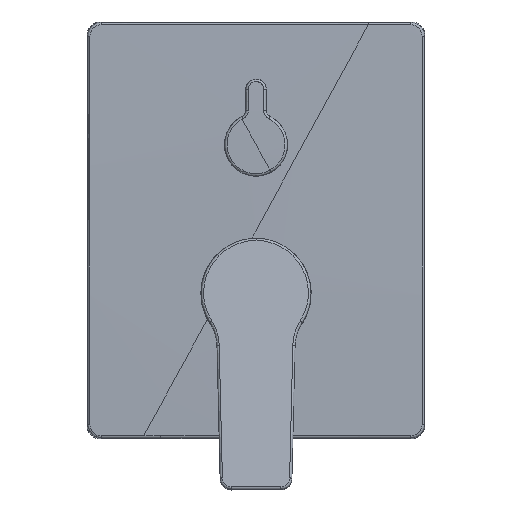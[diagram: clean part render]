
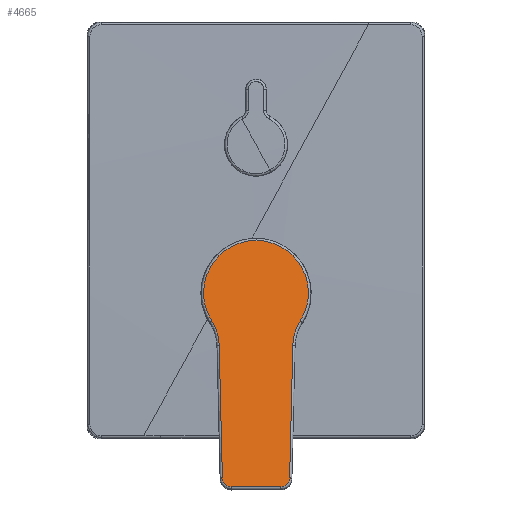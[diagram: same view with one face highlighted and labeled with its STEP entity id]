
A CAD part, top view. The second image highlights one B-rep face of the part: STEP entity #4665.
In plain terms, the highlighted planar face has unit normal (0, 0.174, 0.985).
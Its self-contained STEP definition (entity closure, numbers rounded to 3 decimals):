
#191 = VECTOR ( 'NONE', #2903, 1000. ) ;
#215 = CARTESIAN_POINT ( 'NONE',  ( 14.927, -109.989, 81.76 ) ) ;
#255 = DIRECTION ( 'NONE',  ( 1., -0.023, 0.004 ) ) ;
#306 = EDGE_CURVE ( 'NONE', #5058, #3948, #7614, .T. ) ;
#333 = B_SPLINE_CURVE_WITH_KNOTS ( 'NONE', 5,
 ( #3090, #3060, #5553, #7473, #4871, #4372, #3735, #2350, #1097 ),
 .UNSPECIFIED., .F., .F.,
 ( 6, 3, 6 ),
 ( 0., 0.916, 1. ),
 .UNSPECIFIED. ) ;
#528 = B_SPLINE_CURVE_WITH_KNOTS ( 'NONE', 5,
 ( #6070, #2372, #2342, #3635, #5460, #2965, #4216, #1116, #2432 ),
 .UNSPECIFIED., .F., .F.,
 ( 6, 3, 6 ),
 ( 0., 0.916, 1. ),
 .UNSPECIFIED. ) ;
#566 = ORIENTED_EDGE ( 'NONE', *, *, #5747, .T. ) ;
#692 = ORIENTED_EDGE ( 'NONE', *, *, #5757, .F. ) ;
#735 = EDGE_CURVE ( 'NONE', #5636, #2977, #860, .T. ) ;
#766 = ORIENTED_EDGE ( 'NONE', *, *, #6003, .F. ) ;
#857 = VERTEX_POINT ( 'NONE', #6103 ) ;
#860 = CIRCLE ( 'NONE', #7660, 4. ) ;
#900 = DIRECTION ( 'NONE',  ( -1., 0., 0. ) ) ;
#962 = ORIENTED_EDGE ( 'NONE', *, *, #306, .F. ) ;
#1097 = CARTESIAN_POINT ( 'NONE',  ( 16.329, -51.094, 71.375 ) ) ;
#1115 = AXIS2_PLACEMENT_3D ( 'NONE', #4049, #5861, #5886 ) ;
#1116 = CARTESIAN_POINT ( 'NONE',  ( -16.334, -50.903, 71.341 ) ) ;
#1470 = LINE ( 'NONE', #4047, #2920 ) ;
#1482 =( BOUNDED_CURVE ( )  B_SPLINE_CURVE ( 3, ( #4673, #7859, #7918, #4125 ),
 .UNSPECIFIED., .F., .F. ) 
 B_SPLINE_CURVE_WITH_KNOTS ( ( 4, 4 ),
 ( 6.283, 8.421 ),
 .UNSPECIFIED. ) 
 CURVE ( )  GEOMETRIC_REPRESENTATION_ITEM ( )  RATIONAL_B_SPLINE_CURVE ( ( 1., 0.654, 0.654, 1. ) ) 
 REPRESENTATION_ITEM ( '' )  );
#1594 = CARTESIAN_POINT ( 'NONE',  ( 15.628, -80.542, 76.567 ) ) ;
#1623 = CARTESIAN_POINT ( 'NONE',  ( -30.768, -22.791, 66.384 ) ) ;
#2077 = ORIENTED_EDGE ( 'NONE', *, *, #5101, .F. ) ;
#2142 = ORIENTED_EDGE ( 'NONE', *, *, #3893, .T. ) ;
#2342 = CARTESIAN_POINT ( 'NONE',  ( -17.58, -43.988, 70.122 ) ) ;
#2350 = CARTESIAN_POINT ( 'NONE',  ( 16.334, -50.903, 71.341 ) ) ;
#2372 = CARTESIAN_POINT ( 'NONE',  ( -18.484, -42.082, 69.786 ) ) ;
#2432 = CARTESIAN_POINT ( 'NONE',  ( -16.329, -51.094, 71.375 ) ) ;
#2570 = CARTESIAN_POINT ( 'NONE',  ( -10.928, -113.836, 82.438 ) ) ;
#2903 = DIRECTION ( 'NONE',  ( -0.023, -0.985, 0.174 ) ) ;
#2920 = VECTOR ( 'NONE', #3435, 1000. ) ;
#2965 = CARTESIAN_POINT ( 'NONE',  ( -16.349, -50.521, 71.274 ) ) ;
#2977 = VERTEX_POINT ( 'NONE', #2570 ) ;
#3006 = CARTESIAN_POINT ( 'NONE',  ( 19.61, -40.314, 69.474 ) ) ;
#3060 = CARTESIAN_POINT ( 'NONE',  ( 18.484, -42.082, 69.786 ) ) ;
#3090 = CARTESIAN_POINT ( 'NONE',  ( 19.61, -40.314, 69.474 ) ) ;
#3360 = PLANE ( 'NONE',  #1115 ) ;
#3368 = CARTESIAN_POINT ( 'NONE',  ( 10.928, -109.897, 81.743 ) ) ;
#3435 = DIRECTION ( 'NONE',  ( 0.023, -0.985, 0.174 ) ) ;
#3635 = CARTESIAN_POINT ( 'NONE',  ( -16.921, -45.994, 70.476 ) ) ;
#3644 = EDGE_LOOP ( 'NONE', ( #566, #4981, #2142, #3988, #2077, #962, #692, #766, #6372 ) ) ;
#3698 = VERTEX_POINT ( 'NONE', #7051 ) ;
#3735 = CARTESIAN_POINT ( 'NONE',  ( 16.341, -50.712, 71.308 ) ) ;
#3893 = EDGE_CURVE ( 'NONE', #857, #5636, #1470, .T. ) ;
#3948 = VERTEX_POINT ( 'NONE', #7808 ) ;
#3988 = ORIENTED_EDGE ( 'NONE', *, *, #735, .T. ) ;
#4047 = CARTESIAN_POINT ( 'NONE',  ( -15.628, -80.542, 76.567 ) ) ;
#4049 = CARTESIAN_POINT ( 'NONE',  ( 0., -22.211, 66.282 ) ) ;
#4118 = CARTESIAN_POINT ( 'NONE',  ( -19.61, -40.314, 69.474 ) ) ;
#4125 = CARTESIAN_POINT ( 'NONE',  ( 19.61, -40.314, 69.474 ) ) ;
#4176 = CARTESIAN_POINT ( 'NONE',  ( -20.774, -4.578, 63.173 ) ) ;
#4210 = LINE ( 'NONE', #7195, #6838 ) ;
#4216 = CARTESIAN_POINT ( 'NONE',  ( -16.341, -50.712, 71.308 ) ) ;
#4372 = CARTESIAN_POINT ( 'NONE',  ( 16.349, -50.521, 71.274 ) ) ;
#4665 = ADVANCED_FACE ( 'NONE', ( #6039 ), #3360, .T. ) ;
#4673 = CARTESIAN_POINT ( 'NONE',  ( 0., -4.578, 63.173 ) ) ;
#4705 = EDGE_CURVE ( 'NONE', #3698, #7586, #1482, .T. ) ;
#4803 = EDGE_CURVE ( 'NONE', #5179, #857, #528, .T. ) ;
#4871 = CARTESIAN_POINT ( 'NONE',  ( 16.481, -48.247, 70.873 ) ) ;
#4935 = CARTESIAN_POINT ( 'NONE',  ( 16.329, -51.094, 71.375 ) ) ;
#4965 = CARTESIAN_POINT ( 'NONE',  ( -14.927, -109.989, 81.76 ) ) ;
#4981 = ORIENTED_EDGE ( 'NONE', *, *, #4803, .T. ) ;
#5058 = VERTEX_POINT ( 'NONE', #215 ) ;
#5101 = EDGE_CURVE ( 'NONE', #3948, #2977, #4210, .T. ) ;
#5179 = VERTEX_POINT ( 'NONE', #4118 ) ;
#5422 = CARTESIAN_POINT ( 'NONE',  ( 0., -4.578, 63.173 ) ) ;
#5460 = CARTESIAN_POINT ( 'NONE',  ( -16.481, -48.247, 70.873 ) ) ;
#5553 = CARTESIAN_POINT ( 'NONE',  ( 17.58, -43.988, 70.122 ) ) ;
#5591 = DIRECTION ( 'NONE',  ( 0., 0.174, 0.985 ) ) ;
#5636 = VERTEX_POINT ( 'NONE', #4965 ) ;
#5747 = EDGE_CURVE ( 'NONE', #3698, #5179, #6484, .T. ) ;
#5757 = EDGE_CURVE ( 'NONE', #7503, #5058, #6031, .T. ) ;
#5861 = DIRECTION ( 'NONE',  ( 0., 0.174, 0.985 ) ) ;
#5886 = DIRECTION ( 'NONE',  ( 1., 0., 0. ) ) ;
#6003 = EDGE_CURVE ( 'NONE', #7586, #7503, #333, .T. ) ;
#6031 = LINE ( 'NONE', #1594, #191 ) ;
#6039 = FACE_OUTER_BOUND ( 'NONE', #3644, .T. ) ;
#6070 = CARTESIAN_POINT ( 'NONE',  ( -19.61, -40.314, 69.474 ) ) ;
#6103 = CARTESIAN_POINT ( 'NONE',  ( -16.329, -51.094, 71.375 ) ) ;
#6260 = DIRECTION ( 'NONE',  ( -1., -0.023, 0.004 ) ) ;
#6372 = ORIENTED_EDGE ( 'NONE', *, *, #4705, .F. ) ;
#6484 =( BOUNDED_CURVE ( )  B_SPLINE_CURVE ( 3, ( #5422, #4176, #1623, #7196 ),
 .UNSPECIFIED., .F., .F. ) 
 B_SPLINE_CURVE_WITH_KNOTS ( ( 4, 4 ),
 ( 3.142, 5.279 ),
 .UNSPECIFIED. ) 
 CURVE ( )  GEOMETRIC_REPRESENTATION_ITEM ( )  RATIONAL_B_SPLINE_CURVE ( ( 1., 0.654, 0.654, 1. ) ) 
 REPRESENTATION_ITEM ( '' )  );
#6838 = VECTOR ( 'NONE', #900, 1000. ) ;
#7051 = CARTESIAN_POINT ( 'NONE',  ( 0., -4.578, 63.173 ) ) ;
#7195 = CARTESIAN_POINT ( 'NONE',  ( 0., -113.836, 82.438 ) ) ;
#7196 = CARTESIAN_POINT ( 'NONE',  ( -19.61, -40.314, 69.474 ) ) ;
#7473 = CARTESIAN_POINT ( 'NONE',  ( 16.921, -45.994, 70.476 ) ) ;
#7479 = CARTESIAN_POINT ( 'NONE',  ( -10.928, -109.897, 81.743 ) ) ;
#7503 = VERTEX_POINT ( 'NONE', #4935 ) ;
#7586 = VERTEX_POINT ( 'NONE', #3006 ) ;
#7614 = CIRCLE ( 'NONE', #7954, 4. ) ;
#7660 = AXIS2_PLACEMENT_3D ( 'NONE', #7479, #5591, #6260 ) ;
#7667 = DIRECTION ( 'NONE',  ( 0., -0.174, -0.985 ) ) ;
#7808 = CARTESIAN_POINT ( 'NONE',  ( 10.928, -113.836, 82.438 ) ) ;
#7859 = CARTESIAN_POINT ( 'NONE',  ( 20.774, -4.578, 63.173 ) ) ;
#7918 = CARTESIAN_POINT ( 'NONE',  ( 30.768, -22.791, 66.384 ) ) ;
#7954 = AXIS2_PLACEMENT_3D ( 'NONE', #3368, #7667, #255 ) ;
